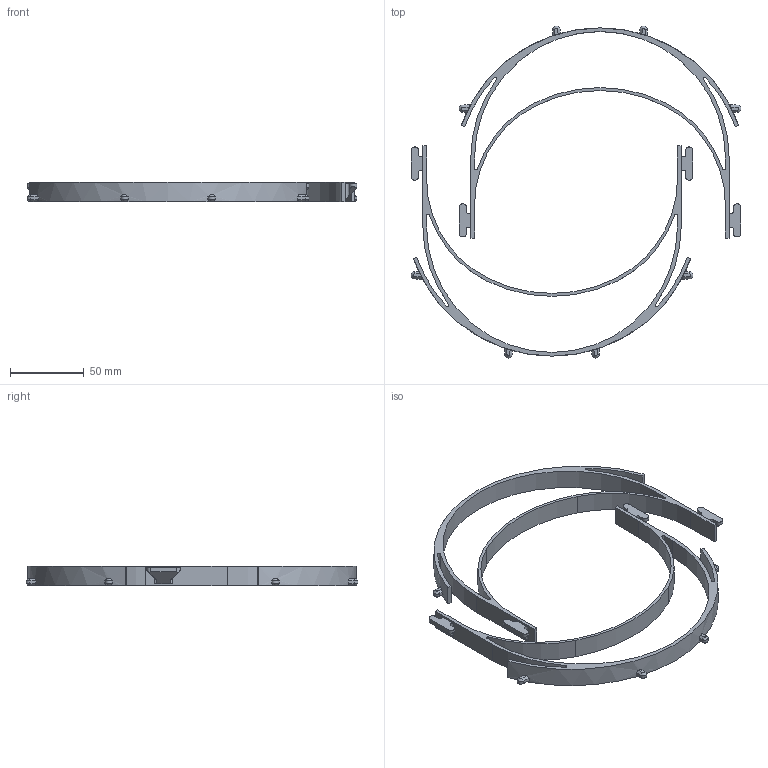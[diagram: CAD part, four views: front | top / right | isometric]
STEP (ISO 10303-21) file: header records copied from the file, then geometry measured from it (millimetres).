
FILE_DESCRIPTION(/* description */ (''),/* implementation_level */ '2;1');
FILE_NAME(/* name */ 'covid19-rc3-enhanced-2pc-nonstack v2.step',/* time_stamp */ '2020-04-16T13:48:46-04:00',/* author */ (''),/* organization */ (''),/* preprocessor_version */ 'ST-DEVELOPER v18',/* originating_system */ 'Autodesk Translation Framework v8.12.0.6',/* authorisation */ '');
FILE_SCHEMA (('AUTOMOTIVE_DESIGN { 1 0 10303 214 3 1 1 }'));
Length unit declared in the file: millimetre
Products named in the file (2): covid19-rc3-enhanced-2pc-nonstack; Component2
Assembly tree (1 placements, depth 2):
  covid19-rc3-enhanced-2pc-nonstack
    Component2
Bounding box: 223.53 x 225.03 x 13.5 mm (x, y, z)
Volume: 54926 mm3; surface area: 46652.5 mm2
Topology: 2 solids, 2 shells, 180 faces, 484 edges, 312 vertices
Faces by surface type: plane 108, cylinder 56, cone 16
Entity records: 5724 total; most frequent: DIRECTION 1042, CARTESIAN_POINT 979, ORIENTED_EDGE 968, EDGE_CURVE 484, AXIS2_PLACEMENT_3D 375, VERTEX_POINT 312, LINE 292, VECTOR 292
